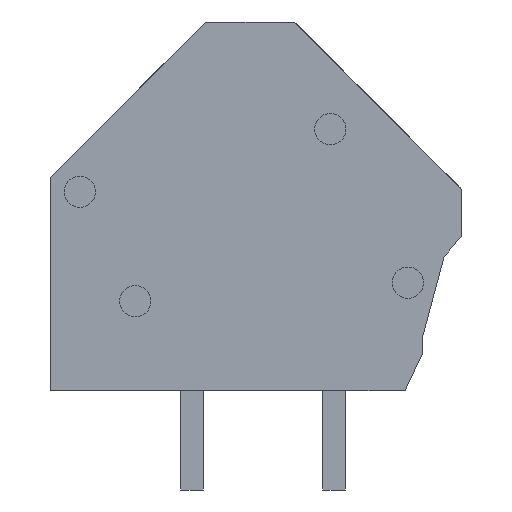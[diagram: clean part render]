
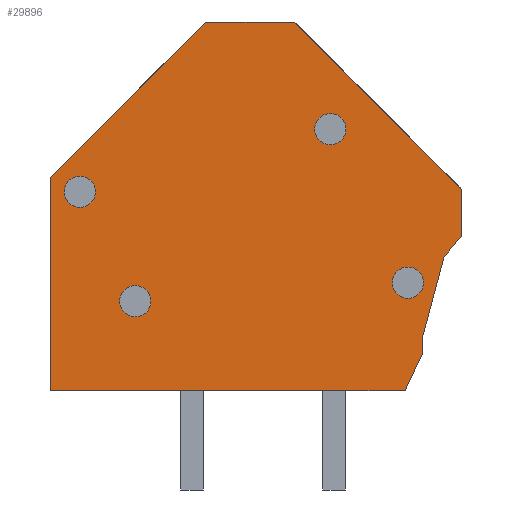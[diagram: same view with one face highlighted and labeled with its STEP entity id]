
A CAD part, left-side view. The second image highlights one B-rep face of the part: STEP entity #29896.
In plain terms, the highlighted planar face has unit normal (-1, 0, 0).
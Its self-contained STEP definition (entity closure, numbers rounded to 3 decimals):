
#29809=AXIS2_PLACEMENT_3D('Plane Axis2P3D',#29806,#29807,#29808) ;
#29826=AXIS2_PLACEMENT_3D('Circle Axis2P3D',#29824,#29825,$) ;
#29835=AXIS2_PLACEMENT_3D('Circle Axis2P3D',#29833,#29834,$) ;
#29844=AXIS2_PLACEMENT_3D('Circle Axis2P3D',#29842,#29843,$) ;
#29853=AXIS2_PLACEMENT_3D('Circle Axis2P3D',#29851,#29852,$) ;
#29862=AXIS2_PLACEMENT_3D('Circle Axis2P3D',#29860,#29861,$) ;
#29871=AXIS2_PLACEMENT_3D('Circle Axis2P3D',#29869,#29870,$) ;
#29880=AXIS2_PLACEMENT_3D('Circle Axis2P3D',#29878,#29879,$) ;
#29889=AXIS2_PLACEMENT_3D('Circle Axis2P3D',#29887,#29888,$) ;
#29481=CARTESIAN_POINT('Vertex',(0.7,2.,3.5)) ;
#29495=CARTESIAN_POINT('Vertex',(0.7,1.37,4.85)) ;
#29498=CARTESIAN_POINT('Line Origine',(0.7,1.685,4.175)) ;
#29526=CARTESIAN_POINT('Vertex',(0.7,1.37,5.45)) ;
#29529=CARTESIAN_POINT('Line Origine',(0.7,1.37,5.15)) ;
#29557=CARTESIAN_POINT('Vertex',(0.7,0.634,8.2)) ;
#29560=CARTESIAN_POINT('Line Origine',(0.7,1.002,6.825)) ;
#29588=CARTESIAN_POINT('Vertex',(0.7,0.,8.953)) ;
#29591=CARTESIAN_POINT('Line Origine',(0.7,0.317,8.577)) ;
#29619=CARTESIAN_POINT('Vertex',(0.7,0.,10.58)) ;
#29622=CARTESIAN_POINT('Line Origine',(0.7,0.,9.766)) ;
#29650=CARTESIAN_POINT('Vertex',(0.7,5.898,16.478)) ;
#29653=CARTESIAN_POINT('Line Origine',(0.7,2.949,13.529)) ;
#29681=CARTESIAN_POINT('Vertex',(0.7,9.022,16.478)) ;
#29684=CARTESIAN_POINT('Line Origine',(0.7,7.46,16.478)) ;
#29712=CARTESIAN_POINT('Vertex',(0.7,14.5,11.)) ;
#29715=CARTESIAN_POINT('Line Origine',(0.7,11.761,13.739)) ;
#29743=CARTESIAN_POINT('Vertex',(0.7,14.5,3.5)) ;
#29746=CARTESIAN_POINT('Line Origine',(0.7,14.5,7.25)) ;
#29774=CARTESIAN_POINT('Vertex',(0.7,12.7,3.5)) ;
#29777=CARTESIAN_POINT('Line Origine',(0.7,13.6,3.5)) ;
#29794=CARTESIAN_POINT('Line Origine',(0.7,7.35,3.5)) ;
#29806=CARTESIAN_POINT('Axis2P3D Location',(0.7,0.,0.)) ;
#29824=CARTESIAN_POINT('Axis2P3D Location',(0.7,13.45,10.5)) ;
#29828=CARTESIAN_POINT('Vertex',(0.7,12.9,10.5)) ;
#29830=CARTESIAN_POINT('Vertex',(0.7,14.,10.5)) ;
#29833=CARTESIAN_POINT('Axis2P3D Location',(0.7,13.45,10.5)) ;
#29842=CARTESIAN_POINT('Axis2P3D Location',(0.7,4.632,12.707)) ;
#29846=CARTESIAN_POINT('Vertex',(0.7,4.082,12.707)) ;
#29848=CARTESIAN_POINT('Vertex',(0.7,5.182,12.707)) ;
#29851=CARTESIAN_POINT('Axis2P3D Location',(0.7,4.632,12.707)) ;
#29860=CARTESIAN_POINT('Axis2P3D Location',(0.7,11.5,6.65)) ;
#29864=CARTESIAN_POINT('Vertex',(0.7,10.95,6.65)) ;
#29866=CARTESIAN_POINT('Vertex',(0.7,12.05,6.65)) ;
#29869=CARTESIAN_POINT('Axis2P3D Location',(0.7,11.5,6.65)) ;
#29878=CARTESIAN_POINT('Axis2P3D Location',(0.7,1.9,7.3)) ;
#29882=CARTESIAN_POINT('Vertex',(0.7,1.35,7.3)) ;
#29884=CARTESIAN_POINT('Vertex',(0.7,2.45,7.3)) ;
#29887=CARTESIAN_POINT('Axis2P3D Location',(0.7,1.9,7.3)) ;
#29499=DIRECTION('Vector Direction',(0.,-0.423,0.906)) ;
#29530=DIRECTION('Vector Direction',(0.,0.,1.)) ;
#29561=DIRECTION('Vector Direction',(0.,-0.259,0.966)) ;
#29592=DIRECTION('Vector Direction',(0.,-0.644,0.765)) ;
#29623=DIRECTION('Vector Direction',(0.,0.,-1.)) ;
#29654=DIRECTION('Vector Direction',(0.,0.707,0.707)) ;
#29685=DIRECTION('Vector Direction',(0.,-1.,0.)) ;
#29716=DIRECTION('Vector Direction',(0.,-0.707,0.707)) ;
#29747=DIRECTION('Vector Direction',(0.,0.,-1.)) ;
#29778=DIRECTION('Vector Direction',(0.,-1.,0.)) ;
#29795=DIRECTION('Vector Direction',(0.,-1.,0.)) ;
#29807=DIRECTION('Axis2P3D Direction',(-1.,0.,0.)) ;
#29808=DIRECTION('Axis2P3D XDirection',(0.,-1.,0.)) ;
#29825=DIRECTION('Axis2P3D Direction',(-1.,0.,0.)) ;
#29834=DIRECTION('Axis2P3D Direction',(-1.,0.,0.)) ;
#29843=DIRECTION('Axis2P3D Direction',(-1.,0.,0.)) ;
#29852=DIRECTION('Axis2P3D Direction',(-1.,0.,0.)) ;
#29861=DIRECTION('Axis2P3D Direction',(-1.,0.,0.)) ;
#29870=DIRECTION('Axis2P3D Direction',(-1.,0.,0.)) ;
#29879=DIRECTION('Axis2P3D Direction',(-1.,0.,0.)) ;
#29888=DIRECTION('Axis2P3D Direction',(-1.,0.,0.)) ;
#29500=VECTOR('Line Direction',#29499,1.) ;
#29531=VECTOR('Line Direction',#29530,1.) ;
#29562=VECTOR('Line Direction',#29561,1.) ;
#29593=VECTOR('Line Direction',#29592,1.) ;
#29624=VECTOR('Line Direction',#29623,1.) ;
#29655=VECTOR('Line Direction',#29654,1.) ;
#29686=VECTOR('Line Direction',#29685,1.) ;
#29717=VECTOR('Line Direction',#29716,1.) ;
#29748=VECTOR('Line Direction',#29747,1.) ;
#29779=VECTOR('Line Direction',#29778,1.) ;
#29796=VECTOR('Line Direction',#29795,1.) ;
#29812=ORIENTED_EDGE('',*,*,#29502,.T.) ;
#29813=ORIENTED_EDGE('',*,*,#29533,.T.) ;
#29814=ORIENTED_EDGE('',*,*,#29564,.T.) ;
#29815=ORIENTED_EDGE('',*,*,#29595,.T.) ;
#29816=ORIENTED_EDGE('',*,*,#29626,.T.) ;
#29817=ORIENTED_EDGE('',*,*,#29657,.T.) ;
#29818=ORIENTED_EDGE('',*,*,#29688,.T.) ;
#29819=ORIENTED_EDGE('',*,*,#29719,.T.) ;
#29820=ORIENTED_EDGE('',*,*,#29750,.T.) ;
#29821=ORIENTED_EDGE('',*,*,#29781,.T.) ;
#29822=ORIENTED_EDGE('',*,*,#29798,.T.) ;
#29839=ORIENTED_EDGE('',*,*,#29832,.F.) ;
#29840=ORIENTED_EDGE('',*,*,#29837,.F.) ;
#29857=ORIENTED_EDGE('',*,*,#29850,.F.) ;
#29858=ORIENTED_EDGE('',*,*,#29855,.F.) ;
#29875=ORIENTED_EDGE('',*,*,#29868,.F.) ;
#29876=ORIENTED_EDGE('',*,*,#29873,.F.) ;
#29893=ORIENTED_EDGE('',*,*,#29886,.F.) ;
#29894=ORIENTED_EDGE('',*,*,#29891,.F.) ;
#29841=FACE_BOUND('',#29838,.T.) ;
#29859=FACE_BOUND('',#29856,.T.) ;
#29877=FACE_BOUND('',#29874,.T.) ;
#29895=FACE_BOUND('',#29892,.T.) ;
#29896=ADVANCED_FACE('End plate_LMZF.1\\Hauptkoerper',(#29823,#29841,#29859,#29877,#29895),#29810,.T.) ;
#29827=CIRCLE('generated circle',#29826,0.55) ;
#29836=CIRCLE('generated circle',#29835,0.55) ;
#29845=CIRCLE('generated circle',#29844,0.55) ;
#29854=CIRCLE('generated circle',#29853,0.55) ;
#29863=CIRCLE('generated circle',#29862,0.55) ;
#29872=CIRCLE('generated circle',#29871,0.55) ;
#29881=CIRCLE('generated circle',#29880,0.55) ;
#29890=CIRCLE('generated circle',#29889,0.55) ;
#29502=EDGE_CURVE('',#29482,#29496,#29501,.T.) ;
#29533=EDGE_CURVE('',#29496,#29527,#29532,.T.) ;
#29564=EDGE_CURVE('',#29527,#29558,#29563,.T.) ;
#29595=EDGE_CURVE('',#29558,#29589,#29594,.T.) ;
#29626=EDGE_CURVE('',#29589,#29620,#29625,.F.) ;
#29657=EDGE_CURVE('',#29620,#29651,#29656,.T.) ;
#29688=EDGE_CURVE('',#29651,#29682,#29687,.F.) ;
#29719=EDGE_CURVE('',#29682,#29713,#29718,.F.) ;
#29750=EDGE_CURVE('',#29713,#29744,#29749,.T.) ;
#29781=EDGE_CURVE('',#29744,#29775,#29780,.T.) ;
#29798=EDGE_CURVE('',#29775,#29482,#29797,.T.) ;
#29832=EDGE_CURVE('',#29829,#29831,#29827,.T.) ;
#29837=EDGE_CURVE('',#29831,#29829,#29836,.T.) ;
#29850=EDGE_CURVE('',#29847,#29849,#29845,.T.) ;
#29855=EDGE_CURVE('',#29849,#29847,#29854,.T.) ;
#29868=EDGE_CURVE('',#29865,#29867,#29863,.T.) ;
#29873=EDGE_CURVE('',#29867,#29865,#29872,.T.) ;
#29886=EDGE_CURVE('',#29883,#29885,#29881,.T.) ;
#29891=EDGE_CURVE('',#29885,#29883,#29890,.T.) ;
#29811=EDGE_LOOP('',(#29812,#29813,#29814,#29815,#29816,#29817,#29818,#29819,#29820,#29821,#29822)) ;
#29838=EDGE_LOOP('',(#29839,#29840)) ;
#29856=EDGE_LOOP('',(#29857,#29858)) ;
#29874=EDGE_LOOP('',(#29875,#29876)) ;
#29892=EDGE_LOOP('',(#29893,#29894)) ;
#29823=FACE_OUTER_BOUND('',#29811,.T.) ;
#29501=LINE('Line',#29498,#29500) ;
#29532=LINE('Line',#29529,#29531) ;
#29563=LINE('Line',#29560,#29562) ;
#29594=LINE('Line',#29591,#29593) ;
#29625=LINE('Line',#29622,#29624) ;
#29656=LINE('Line',#29653,#29655) ;
#29687=LINE('Line',#29684,#29686) ;
#29718=LINE('Line',#29715,#29717) ;
#29749=LINE('Line',#29746,#29748) ;
#29780=LINE('Line',#29777,#29779) ;
#29797=LINE('Line',#29794,#29796) ;
#29810=PLANE('',#29809) ;
#29482=VERTEX_POINT('',#29481) ;
#29496=VERTEX_POINT('',#29495) ;
#29527=VERTEX_POINT('',#29526) ;
#29558=VERTEX_POINT('',#29557) ;
#29589=VERTEX_POINT('',#29588) ;
#29620=VERTEX_POINT('',#29619) ;
#29651=VERTEX_POINT('',#29650) ;
#29682=VERTEX_POINT('',#29681) ;
#29713=VERTEX_POINT('',#29712) ;
#29744=VERTEX_POINT('',#29743) ;
#29775=VERTEX_POINT('',#29774) ;
#29829=VERTEX_POINT('',#29828) ;
#29831=VERTEX_POINT('',#29830) ;
#29847=VERTEX_POINT('',#29846) ;
#29849=VERTEX_POINT('',#29848) ;
#29865=VERTEX_POINT('',#29864) ;
#29867=VERTEX_POINT('',#29866) ;
#29883=VERTEX_POINT('',#29882) ;
#29885=VERTEX_POINT('',#29884) ;
